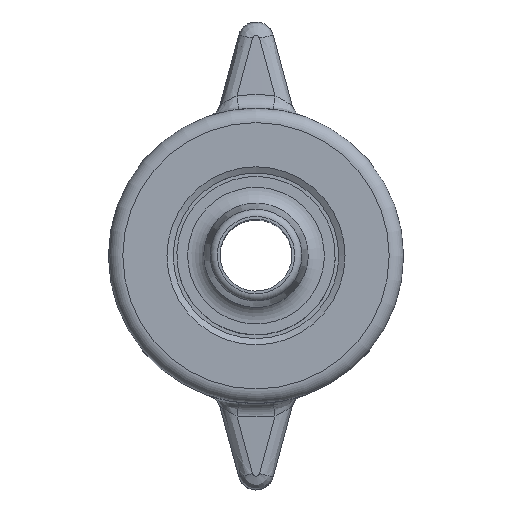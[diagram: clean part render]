
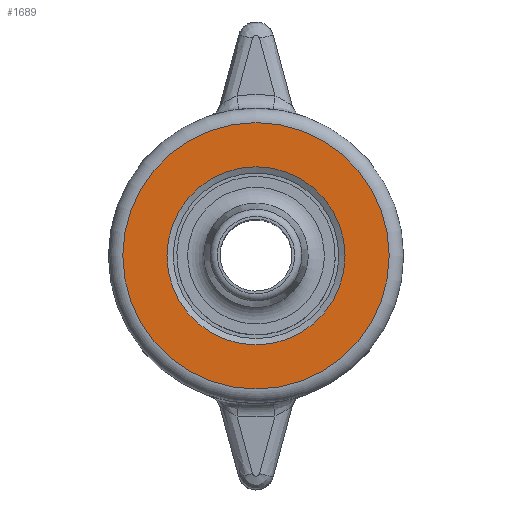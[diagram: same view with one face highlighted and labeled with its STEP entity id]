
A CAD part, top view. The second image highlights one B-rep face of the part: STEP entity #1689.
In plain terms, the highlighted planar face has unit normal (0, 0, 1).
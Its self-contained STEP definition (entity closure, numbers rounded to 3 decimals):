
#98=FACE_BOUND('',#370,.T.);
#117=PLANE('',#1852);
#269=FACE_OUTER_BOUND('',#369,.T.);
#369=EDGE_LOOP('',(#1214,#1215));
#370=EDGE_LOOP('',(#1216,#1217));
#454=CIRCLE('',#1785,12.366);
#455=CIRCLE('',#1786,12.366);
#499=CIRCLE('',#1849,18.5);
#501=CIRCLE('',#1851,18.5);
#623=VERTEX_POINT('',#2575);
#624=VERTEX_POINT('',#2576);
#682=VERTEX_POINT('',#3184);
#683=VERTEX_POINT('',#3185);
#798=EDGE_CURVE('',#623,#624,#454,.T.);
#799=EDGE_CURVE('',#624,#623,#455,.T.);
#887=EDGE_CURVE('',#682,#683,#499,.T.);
#889=EDGE_CURVE('',#683,#682,#501,.T.);
#1214=ORIENTED_EDGE('',*,*,#887,.F.);
#1215=ORIENTED_EDGE('',*,*,#889,.F.);
#1216=ORIENTED_EDGE('',*,*,#798,.T.);
#1217=ORIENTED_EDGE('',*,*,#799,.T.);
#1689=ADVANCED_FACE('',(#269,#98),#117,.T.);
#1785=AXIS2_PLACEMENT_3D('',#2577,#2047,#2048);
#1786=AXIS2_PLACEMENT_3D('',#2578,#2049,#2050);
#1849=AXIS2_PLACEMENT_3D('',#3186,#2191,#2192);
#1851=AXIS2_PLACEMENT_3D('',#3188,#2195,#2196);
#1852=AXIS2_PLACEMENT_3D('',#3189,#2197,#2198);
#2047=DIRECTION('center_axis',(0.,0.,-1.));
#2048=DIRECTION('ref_axis',(0.,-1.,0.));
#2049=DIRECTION('center_axis',(0.,0.,-1.));
#2050=DIRECTION('ref_axis',(0.,-1.,0.));
#2191=DIRECTION('center_axis',(0.,0.,-1.));
#2192=DIRECTION('ref_axis',(-1.,0.,0.));
#2195=DIRECTION('center_axis',(0.,0.,-1.));
#2196=DIRECTION('ref_axis',(-1.,0.,0.));
#2197=DIRECTION('center_axis',(0.,0.,1.));
#2198=DIRECTION('ref_axis',(1.,0.,0.));
#2575=CARTESIAN_POINT('',(0.,-12.366,14.));
#2576=CARTESIAN_POINT('',(0.,12.366,14.));
#2577=CARTESIAN_POINT('Origin',(0.,0.,14.));
#2578=CARTESIAN_POINT('Origin',(0.,0.,14.));
#3184=CARTESIAN_POINT('',(18.5,0.,14.));
#3185=CARTESIAN_POINT('',(-18.5,0.,14.));
#3186=CARTESIAN_POINT('Origin',(0.,0.,14.));
#3188=CARTESIAN_POINT('Origin',(0.,0.,14.));
#3189=CARTESIAN_POINT('Origin',(10.25,0.,14.));
